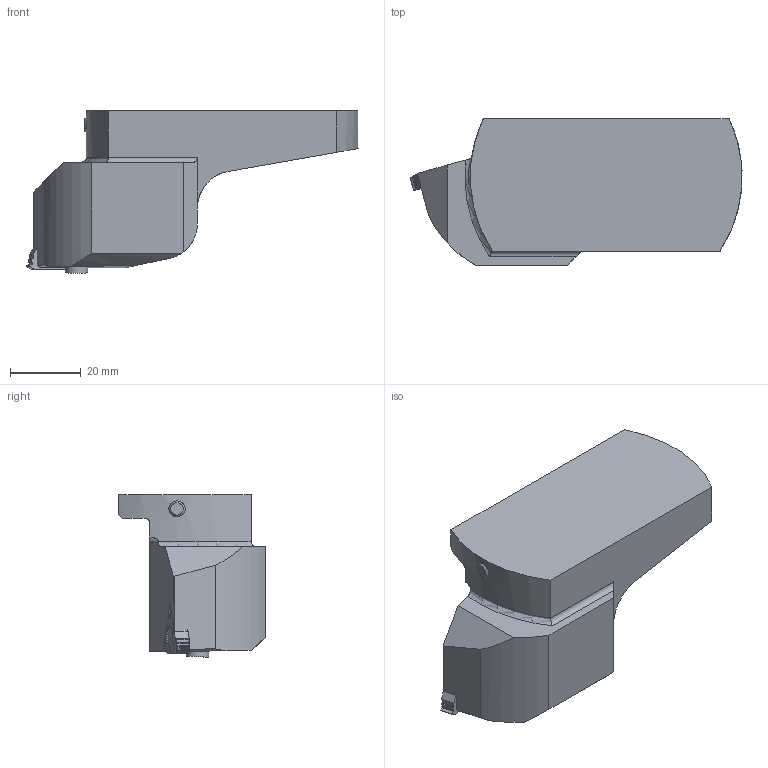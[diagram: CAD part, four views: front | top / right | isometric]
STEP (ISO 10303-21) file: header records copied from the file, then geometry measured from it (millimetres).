
FILE_DESCRIPTION(/* description */ (''),/* implementation_level */ '2;1');
FILE_NAME(/* name */ '1642678060667.stp',/* time_stamp */ '2022-01-20T16:58:01+05:00',/* author */ (''),/* organization */ ('SMS'),/* preprocessor_version */ 'ST-DEVELOPER v16.7',/* originating_system */ 'SIEMENS PLM Software NX 12.0',/* authorisation */ '');
FILE_SCHEMA (('AUTOMOTIVE_DESIGN { 1 0 10303 214 3 1 1 1 }'));
Length unit declared in the file: millimetre
Products named in the file (4): ASSEMBLY_CONSTRUCTION; 202710943mod000_00; 202713886mod000_01; 202713887mod000_01
Assembly tree (3 placements, depth 2):
  202713887mod000_01
    202713886mod000_01
    202710943mod000_00
    ASSEMBLY_CONSTRUCTION
Bounding box: 94.04 x 41.5 x 46.01 mm (x, y, z)
Volume: 72076.8 mm3; surface area: 13359.5 mm2
Topology: 2 solids, 4 shells, 159 faces, 435 edges, 288 vertices
Faces by surface type: plane 72, cylinder 61, bspline 12, cone 6, torus 5, sphere 3
Full cylindrical faces by diameter (mm): 4.4 x2, 6.4 x1
Entity records: 5944 total; most frequent: CARTESIAN_POINT 1847, DIRECTION 827, ORIENTED_EDGE 816, EDGE_CURVE 408, AXIS2_PLACEMENT_3D 295, VERTEX_POINT 273, LINE 237, VECTOR 237
